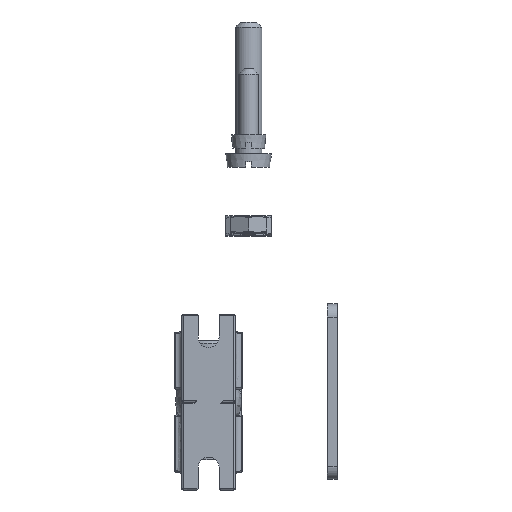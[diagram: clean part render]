
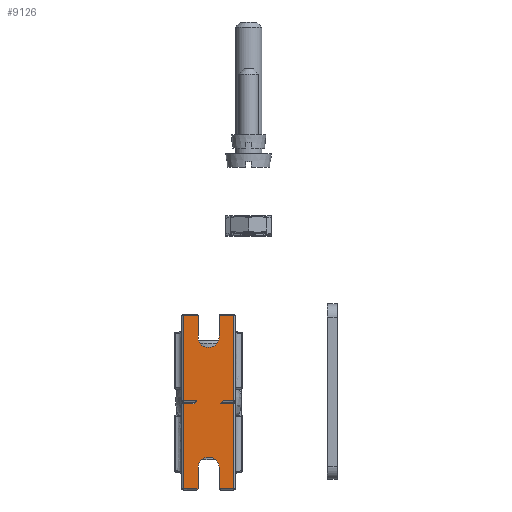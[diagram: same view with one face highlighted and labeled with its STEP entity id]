
A CAD part, left-side view. The second image highlights one B-rep face of the part: STEP entity #9126.
In plain terms, the highlighted planar face has unit normal (-1, 0, 0).
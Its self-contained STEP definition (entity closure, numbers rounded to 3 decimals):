
#1053=CARTESIAN_POINT('',(0.0,1.8,0.2));
#1054=VERTEX_POINT('',#1053);
#1062=CARTESIAN_POINT('',(0.,2.2,-0.2));
#1063=VERTEX_POINT('',#1062);
#1071=CARTESIAN_POINT('',(0.0,1.8,0.2));
#1072=DIRECTION('',(0.,0.707,-0.707));
#1073=VECTOR('',#1072,0.566);
#1074=LINE('',#1071,#1073);
#1075=EDGE_CURVE('',#1054,#1063,#1074,.T.);
#1127=CARTESIAN_POINT('',(0.,3.85,-0.2));
#1128=VERTEX_POINT('',#1127);
#1136=CARTESIAN_POINT('',(0.,3.85,-0.2));
#1137=DIRECTION('',(0.0,-1.0,0.0));
#1138=VECTOR('',#1137,1.65);
#1139=LINE('',#1136,#1138);
#1140=EDGE_CURVE('',#1128,#1063,#1139,.T.);
#1810=CARTESIAN_POINT('',(0.,3.85,-13.1));
#1811=VERTEX_POINT('',#1810);
#1820=CARTESIAN_POINT('',(0.,1.6,-13.1));
#1821=VERTEX_POINT('',#1820);
#1829=CARTESIAN_POINT('',(0.,1.6,-13.1));
#1830=DIRECTION('',(0.0,1.0,0.0));
#1831=VECTOR('',#1830,2.25);
#1832=LINE('',#1829,#1831);
#1833=EDGE_CURVE('',#1821,#1811,#1832,.T.);
#1910=CARTESIAN_POINT('',(0.,3.85,-13.1));
#1911=DIRECTION('',(0.0,0.0,1.0));
#1912=VECTOR('',#1911,12.9);
#1913=LINE('',#1910,#1912);
#1914=EDGE_CURVE('',#1811,#1128,#1913,.T.);
#2248=CARTESIAN_POINT('',(0.,1.6,-9.9));
#2249=VERTEX_POINT('',#2248);
#2256=CARTESIAN_POINT('',(0.,1.6,-13.1));
#2257=DIRECTION('',(0.0,0.0,1.0));
#2258=VECTOR('',#2257,3.2);
#2259=LINE('',#2256,#2258);
#2260=EDGE_CURVE('',#1821,#2249,#2259,.T.);
#5717=CARTESIAN_POINT('',(0.,-1.8,-0.2));
#5718=VERTEX_POINT('',#5717);
#5728=CARTESIAN_POINT('',(0.,-3.85,-0.2));
#5729=VERTEX_POINT('',#5728);
#5730=CARTESIAN_POINT('',(0.,-1.8,-0.2));
#5731=DIRECTION('',(0.0,-1.0,0.0));
#5732=VECTOR('',#5731,2.05);
#5733=LINE('',#5730,#5732);
#5734=EDGE_CURVE('',#5718,#5729,#5733,.T.);
#5768=CARTESIAN_POINT('',(0.,-3.85,-13.1));
#5769=VERTEX_POINT('',#5768);
#5770=CARTESIAN_POINT('',(0.,-3.85,-0.2));
#5771=DIRECTION('',(0.0,0.0,-1.0));
#5772=VECTOR('',#5771,12.9);
#5773=LINE('',#5770,#5772);
#5774=EDGE_CURVE('',#5729,#5769,#5773,.T.);
#5825=CARTESIAN_POINT('',(0.,-1.6,-13.1));
#5826=VERTEX_POINT('',#5825);
#5827=CARTESIAN_POINT('',(0.,-3.85,-13.1));
#5828=DIRECTION('',(0.0,1.0,0.0));
#5829=VECTOR('',#5828,2.25);
#5830=LINE('',#5827,#5829);
#5831=EDGE_CURVE('',#5769,#5826,#5830,.T.);
#6067=CARTESIAN_POINT('',(0.,-1.6,-9.9));
#6068=VERTEX_POINT('',#6067);
#6069=CARTESIAN_POINT('',(0.,-1.6,-9.9));
#6070=DIRECTION('',(0.0,0.0,-1.0));
#6071=VECTOR('',#6070,3.2);
#6072=LINE('',#6069,#6071);
#6073=EDGE_CURVE('',#6068,#5826,#6072,.T.);
#6090=CARTESIAN_POINT('',(0.,0.,-9.9));
#6091=DIRECTION('',(1.0,0.0,0.0));
#6092=DIRECTION('',(0.0,0.0,1.0));
#6093=AXIS2_PLACEMENT_3D('',#6090,#6091,#6092);
#6094=CIRCLE('',#6093,1.6);
#6095=EDGE_CURVE('',#2249,#6068,#6094,.T.);
#8880=CARTESIAN_POINT('',(0.,-2.2,0.2));
#8881=VERTEX_POINT('',#8880);
#8889=CARTESIAN_POINT('',(0.,-1.8,-0.2));
#8890=DIRECTION('',(0.,-0.707,0.707));
#8891=VECTOR('',#8890,0.566);
#8892=LINE('',#8889,#8891);
#8893=EDGE_CURVE('',#5718,#8881,#8892,.T.);
#9037=CARTESIAN_POINT('',(0.,0.,0.0));
#9038=DIRECTION('',(-1.0,0.0,0.0));
#9039=DIRECTION('',(0.0,0.0,1.0));
#9040=AXIS2_PLACEMENT_3D('',#9037,#9038,#9039);
#9041=PLANE('',#9040);
#9042=ORIENTED_EDGE('',*,*,#1075,.T.);
#9043=ORIENTED_EDGE('',*,*,#1140,.F.);
#9044=ORIENTED_EDGE('',*,*,#1914,.F.);
#9045=ORIENTED_EDGE('',*,*,#1833,.F.);
#9046=ORIENTED_EDGE('',*,*,#2260,.T.);
#9047=ORIENTED_EDGE('',*,*,#6095,.T.);
#9048=ORIENTED_EDGE('',*,*,#6073,.T.);
#9049=ORIENTED_EDGE('',*,*,#5831,.F.);
#9050=ORIENTED_EDGE('',*,*,#5774,.F.);
#9051=ORIENTED_EDGE('',*,*,#5734,.F.);
#9052=ORIENTED_EDGE('',*,*,#8893,.T.);
#9053=CARTESIAN_POINT('',(0.0,-3.85,0.2));
#9054=VERTEX_POINT('',#9053);
#9055=CARTESIAN_POINT('',(0.0,-3.85,0.2));
#9056=DIRECTION('',(0.0,1.0,0.0));
#9057=VECTOR('',#9056,1.65);
#9058=LINE('',#9055,#9057);
#9059=EDGE_CURVE('',#9054,#8881,#9058,.T.);
#9060=ORIENTED_EDGE('',*,*,#9059,.F.);
#9061=CARTESIAN_POINT('',(0.0,-3.85,13.1));
#9062=VERTEX_POINT('',#9061);
#9063=CARTESIAN_POINT('',(0.0,-3.85,13.1));
#9064=DIRECTION('',(0.0,0.0,-1.0));
#9065=VECTOR('',#9064,12.9);
#9066=LINE('',#9063,#9065);
#9067=EDGE_CURVE('',#9062,#9054,#9066,.T.);
#9068=ORIENTED_EDGE('',*,*,#9067,.F.);
#9069=CARTESIAN_POINT('',(0.0,-1.6,13.1));
#9070=VERTEX_POINT('',#9069);
#9071=CARTESIAN_POINT('',(0.0,-1.6,13.1));
#9072=DIRECTION('',(0.0,-1.0,0.0));
#9073=VECTOR('',#9072,2.25);
#9074=LINE('',#9071,#9073);
#9075=EDGE_CURVE('',#9070,#9062,#9074,.T.);
#9076=ORIENTED_EDGE('',*,*,#9075,.F.);
#9077=CARTESIAN_POINT('',(0.0,-1.6,9.9));
#9078=VERTEX_POINT('',#9077);
#9079=CARTESIAN_POINT('',(0.0,-1.6,13.1));
#9080=DIRECTION('',(0.0,0.0,-1.0));
#9081=VECTOR('',#9080,3.2);
#9082=LINE('',#9079,#9081);
#9083=EDGE_CURVE('',#9070,#9078,#9082,.T.);
#9084=ORIENTED_EDGE('',*,*,#9083,.T.);
#9085=CARTESIAN_POINT('',(0.0,1.6,9.9));
#9086=VERTEX_POINT('',#9085);
#9087=CARTESIAN_POINT('',(0.0,0.,9.9));
#9088=DIRECTION('',(1.0,0.0,0.0));
#9089=DIRECTION('',(0.0,0.0,-1.0));
#9090=AXIS2_PLACEMENT_3D('',#9087,#9088,#9089);
#9091=CIRCLE('',#9090,1.6);
#9092=EDGE_CURVE('',#9078,#9086,#9091,.T.);
#9093=ORIENTED_EDGE('',*,*,#9092,.T.);
#9094=CARTESIAN_POINT('',(0.0,1.6,13.1));
#9095=VERTEX_POINT('',#9094);
#9096=CARTESIAN_POINT('',(0.0,1.6,9.9));
#9097=DIRECTION('',(0.0,0.0,1.0));
#9098=VECTOR('',#9097,3.2);
#9099=LINE('',#9096,#9098);
#9100=EDGE_CURVE('',#9086,#9095,#9099,.T.);
#9101=ORIENTED_EDGE('',*,*,#9100,.T.);
#9102=CARTESIAN_POINT('',(0.0,3.85,13.1));
#9103=VERTEX_POINT('',#9102);
#9104=CARTESIAN_POINT('',(0.0,3.85,13.1));
#9105=DIRECTION('',(0.0,-1.0,0.0));
#9106=VECTOR('',#9105,2.25);
#9107=LINE('',#9104,#9106);
#9108=EDGE_CURVE('',#9103,#9095,#9107,.T.);
#9109=ORIENTED_EDGE('',*,*,#9108,.F.);
#9110=CARTESIAN_POINT('',(0.0,3.85,0.2));
#9111=VERTEX_POINT('',#9110);
#9112=CARTESIAN_POINT('',(0.0,3.85,0.2));
#9113=DIRECTION('',(0.0,0.0,1.0));
#9114=VECTOR('',#9113,12.9);
#9115=LINE('',#9112,#9114);
#9116=EDGE_CURVE('',#9111,#9103,#9115,.T.);
#9117=ORIENTED_EDGE('',*,*,#9116,.F.);
#9118=CARTESIAN_POINT('',(0.0,1.8,0.2));
#9119=DIRECTION('',(0.0,1.0,0.0));
#9120=VECTOR('',#9119,2.05);
#9121=LINE('',#9118,#9120);
#9122=EDGE_CURVE('',#1054,#9111,#9121,.T.);
#9123=ORIENTED_EDGE('',*,*,#9122,.F.);
#9124=EDGE_LOOP('',(#9042,#9043,#9044,#9045,#9046,#9047,#9048,#9049,#9050,#9051,#9052,#9060,#9068,#9076,#9084,#9093,#9101,#9109,#9117,#9123));
#9125=FACE_OUTER_BOUND('',#9124,.T.);
#9126=ADVANCED_FACE('',(#9125),#9041,.T.);
